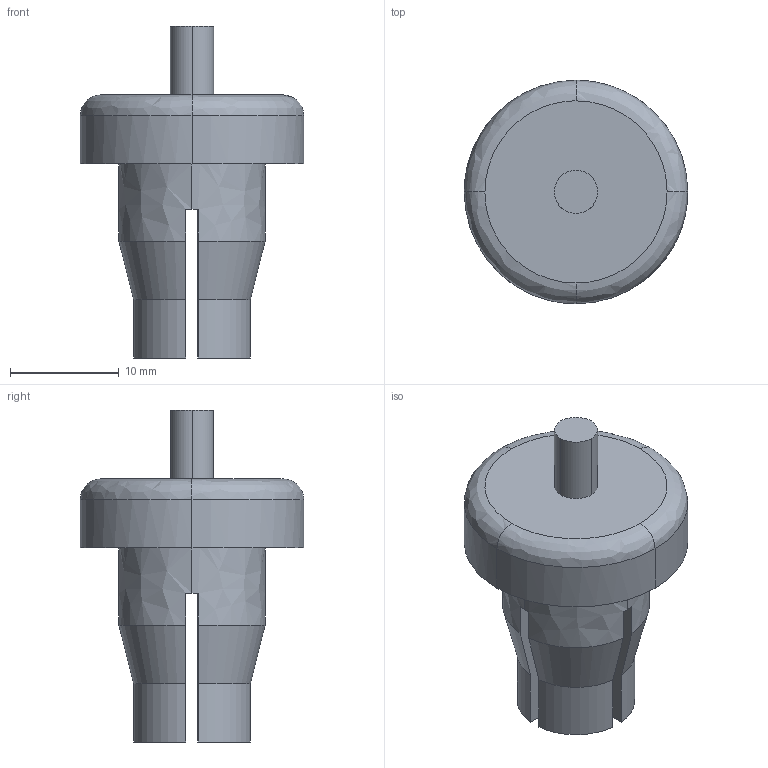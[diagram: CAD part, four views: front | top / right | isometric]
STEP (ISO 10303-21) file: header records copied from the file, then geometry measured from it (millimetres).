
FILE_DESCRIPTION(('TurboCAD Mac Pro'),'Build 980');
FILE_NAME('P9010.stp',' ',(''),(''),'ACIS Interop','IMSI','TurboCAD Mac Pro BY IMSI, INCORPORATED');
FILE_SCHEMA(('automotive_design'));
Length unit declared in the file: inch
Products named in the file (1): 1
Bounding box: 20.57 x 20.57 x 30.56 mm (x, y, z)
Volume: 3932.2 mm3; surface area: 2276.5 mm2
Topology: 1 solids, 1 shells, 40 faces, 104 edges, 68 vertices
Faces by surface type: bspline 24, plane 16
Entity records: 2036 total; most frequent: CARTESIAN_POINT 885, ORIENTED_EDGE 208, EDGE_CURVE 104, DIRECTION 90, VERTEX_POINT 68, B_SPLINE_CURVE_WITH_KNOTS 56, EDGE_LOOP 42, STYLED_ITEM 41
